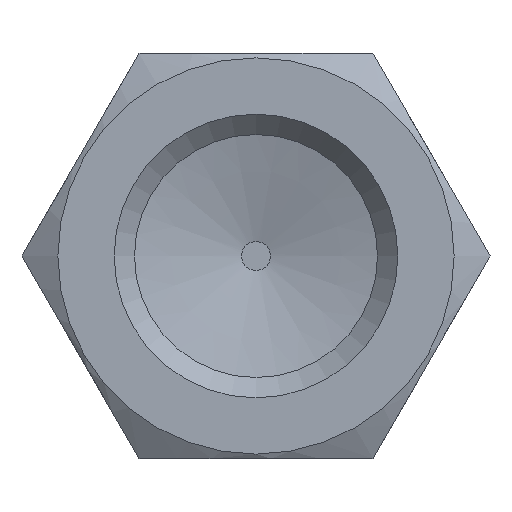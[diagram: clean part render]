
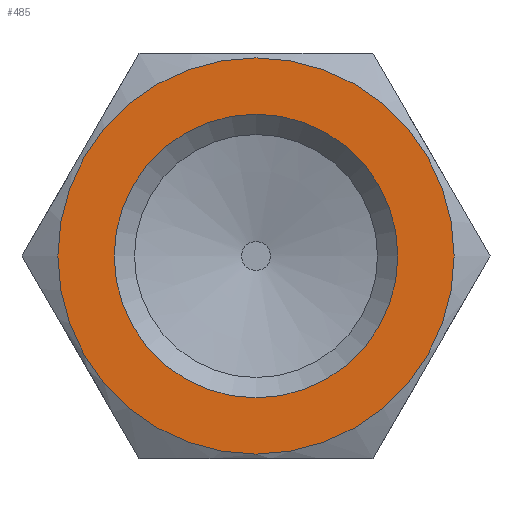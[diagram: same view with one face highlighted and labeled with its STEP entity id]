
A CAD part, left-side view. The second image highlights one B-rep face of the part: STEP entity #485.
In plain terms, the highlighted planar face has unit normal (-1, 0, 0).
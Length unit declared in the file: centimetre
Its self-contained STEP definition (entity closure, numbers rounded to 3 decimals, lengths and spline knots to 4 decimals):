
#89=FACE_BOUND('',#211,.T.);
#159=FACE_OUTER_BOUND('',#210,.T.);
#210=EDGE_LOOP('',(#432));
#211=EDGE_LOOP('',(#433));
#223=CIRCLE('',#523,0.6985);
#227=CIRCLE('',#531,0.5);
#265=VERTEX_POINT('',#804);
#269=VERTEX_POINT('',#822);
#317=EDGE_CURVE('',#265,#265,#223,.T.);
#323=EDGE_CURVE('',#269,#269,#227,.T.);
#432=ORIENTED_EDGE('',*,*,#317,.F.);
#433=ORIENTED_EDGE('',*,*,#323,.T.);
#452=PLANE('',#538);
#485=ADVANCED_FACE('',(#159,#89),#452,.T.);
#523=AXIS2_PLACEMENT_3D('',#805,#623,#624);
#531=AXIS2_PLACEMENT_3D('',#823,#639,#640);
#538=AXIS2_PLACEMENT_3D('',#832,#653,#654);
#623=DIRECTION('center_axis',(1.,0.,0.));
#624=DIRECTION('ref_axis',(0.,1.,0.));
#639=DIRECTION('center_axis',(1.,0.,0.));
#640=DIRECTION('ref_axis',(0.,-1.,0.));
#653=DIRECTION('center_axis',(-1.,0.,0.));
#654=DIRECTION('ref_axis',(0.,0.,1.));
#804=CARTESIAN_POINT('',(0.,0.6985,0.));
#805=CARTESIAN_POINT('Origin',(0.,0.,0.));
#822=CARTESIAN_POINT('',(0.,-0.5,0.));
#823=CARTESIAN_POINT('Origin',(0.,0.,0.));
#832=CARTESIAN_POINT('Origin',(0.,0.3493,0.));
